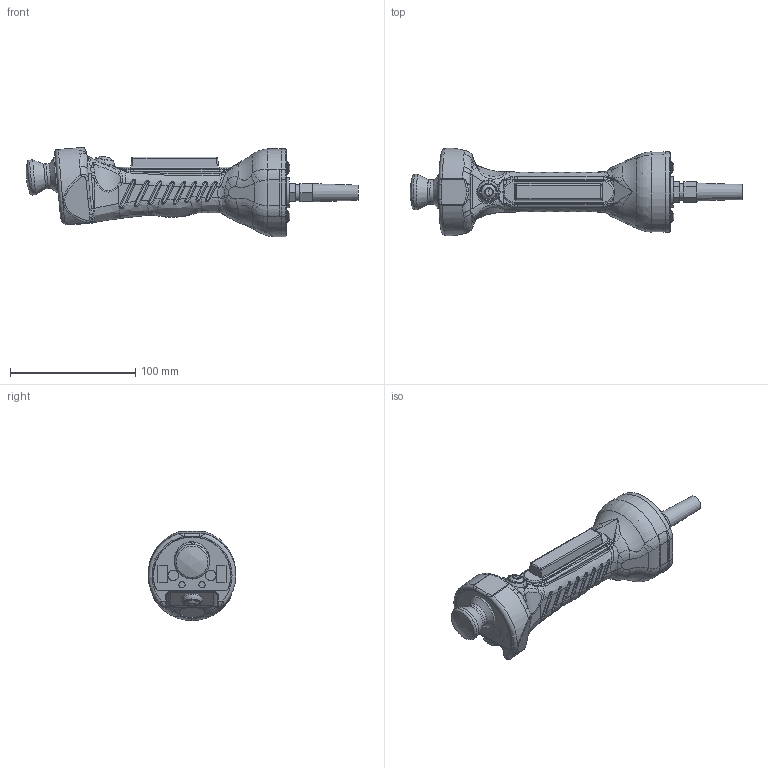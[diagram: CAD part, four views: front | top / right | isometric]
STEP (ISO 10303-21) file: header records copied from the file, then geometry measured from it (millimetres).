
FILE_DESCRIPTION (( 'STEP AP214' ), '1' );
FILE_NAME ('ZEUS11-030000.STEP', '2022-06-24T10:59:42', ( '' ), ( '' ), 'SwSTEP 2.0', 'SolidWorks 2021', '' );
FILE_SCHEMA (( 'AUTOMOTIVE_DESIGN' ));
Length unit declared in the file: inch
Products named in the file (1): ZEUS11-030000
Bounding box: 265.15 x 70 x 71.2 mm (x, y, z)
Volume: 398599.4 mm3; surface area: 84954.8 mm2
Topology: 22 solids, 22 shells, 1618 faces, 3975 edges, 2483 vertices
Faces by surface type: plane 631, cylinder 511, bspline 343, torus 52, cone 48, sphere 33
Full cylindrical faces by diameter (mm): 1 x6, 2.5 x2, 2.8 x2, 4 x4, 4.05 x2, 4.2 x2, 4.3 x4, 4.5 x4, 5 x4, 5.2 x2, 6 x2, 7.5 x4, 7.6 x2, 8.4 x2, 8.6 x2, 8.7 x2, 9 x4, 9.45 x2, 9.5 x2, 10.3 x2, 11 x2, 11.7 x3, 12 x2, 12.4 x2, 13 x1, 14 x1, 17.5 x2, 18.5 x1, 19.7 x1, 19.85 x2
Entity records: 104491 total; most frequent: CARTESIAN_POINT 48942, ORIENTED_EDGE 7622, DIRECTION 6117, EDGE_CURVE 3811, VERTEX_POINT 2441, AXIS2_PLACEMENT_3D 2249, EDGE_LOOP 1868, FACE_OUTER_BOUND 1711
